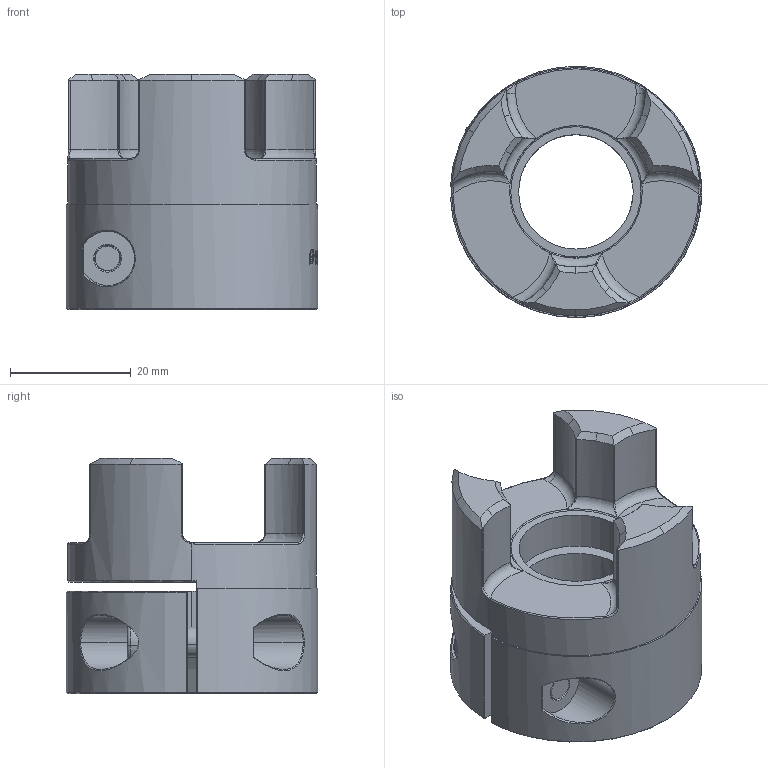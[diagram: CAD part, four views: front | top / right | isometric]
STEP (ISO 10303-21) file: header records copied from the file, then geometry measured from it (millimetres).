
FILE_DESCRIPTION(('HOOPS Exchange Step'),'2;1');
FILE_NAME('export-E86B74D6-CC17-4232-9DC4-E3D1117E3616.stp','2021-09-15T10:45:55+02:00',('User'),('Alibre'),'HOOPS Exchange 2020.1','Alibre','Unknown authorisation');
FILE_SCHEMA( ('AP242_MANAGED_MODEL_BASED_3D_ENGINEERING_MIM_LF {1 0 10303 442 1 1 4 }') );
Length unit declared in the file: millimetre
Products named in the file (3): 1792 HUB ShaftCoupler  DCNC-D40-L65-B19.00mm; 5293 DIN 912 metric bolts M5x16; 1792 HUB ShaftCoupler DCNC-D40-L65-B19.00mm
Assembly tree (2 placements, depth 2):
  1792 HUB ShaftCoupler DCNC-D40-L65-B19.00mm
    1792 HUB ShaftCoupler  DCNC-D40-L65-B19.00mm
    5293 DIN 912 metric bolts M5x16
Bounding box: 41.68 x 41.69 x 39 mm (x, y, z)
Volume: 28904.7 mm3; surface area: 10868.2 mm2
Topology: 2 solids, 2 shells, 344 faces, 926 edges, 593 vertices
Faces by surface type: bspline 137, plane 84, cylinder 60, cone 43, torus 20
Entity records: 21340 total; most frequent: CARTESIAN_POINT 13940, ORIENTED_EDGE 1834, DIRECTION 1022, EDGE_CURVE 917, VERTEX_POINT 593, B_SPLINE_CURVE_WITH_KNOTS 509, AXIS2_PLACEMENT_3D 400, EDGE_LOOP 366
